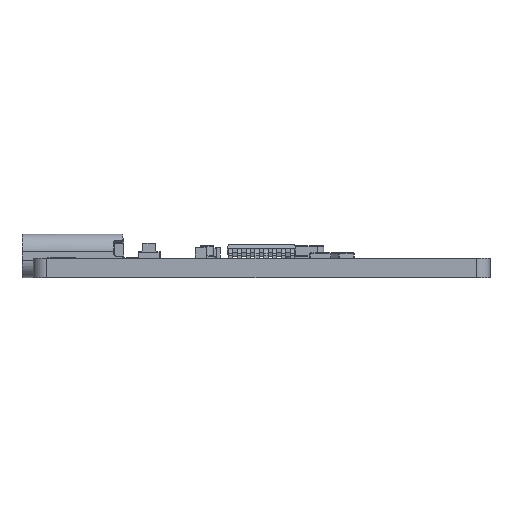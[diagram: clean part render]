
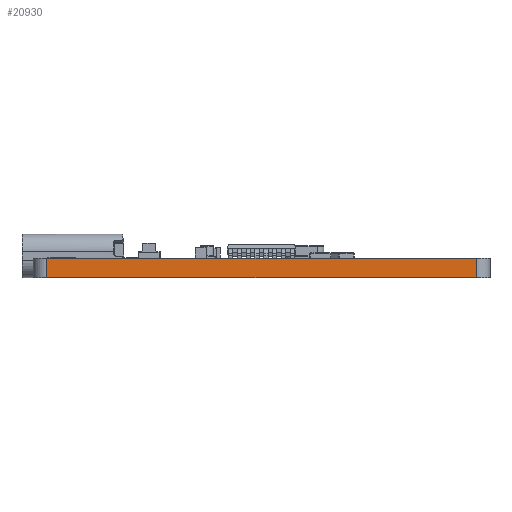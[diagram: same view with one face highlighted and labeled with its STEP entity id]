
A CAD part, front view. The second image highlights one B-rep face of the part: STEP entity #20930.
In plain terms, the highlighted planar face has unit normal (0, -1, 0).
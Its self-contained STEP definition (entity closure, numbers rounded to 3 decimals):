
#1922=FACE_OUTER_BOUND('',#3221,.T.);
#3221=EDGE_LOOP('',(#14106,#14107,#14108,#14109));
#4604=LINE('',#31537,#6881);
#4612=LINE('',#31612,#6889);
#4613=LINE('',#31615,#6890);
#4614=LINE('',#31616,#6891);
#6881=VECTOR('',#25076,10.);
#6889=VECTOR('',#25146,10.);
#6890=VECTOR('',#25149,10.);
#6891=VECTOR('',#25150,10.);
#9158=VERTEX_POINT('',#31534);
#9159=VERTEX_POINT('',#31536);
#9194=VERTEX_POINT('',#31608);
#9196=VERTEX_POINT('',#31614);
#11082=EDGE_CURVE('',#9158,#9159,#4604,.T.);
#11120=EDGE_CURVE('',#9159,#9194,#4612,.T.);
#11121=EDGE_CURVE('',#9196,#9158,#4613,.T.);
#11122=EDGE_CURVE('',#9194,#9196,#4614,.T.);
#14106=ORIENTED_EDGE('',*,*,#11120,.F.);
#14107=ORIENTED_EDGE('',*,*,#11082,.F.);
#14108=ORIENTED_EDGE('',*,*,#11121,.F.);
#14109=ORIENTED_EDGE('',*,*,#11122,.F.);
#20000=PLANE('',#22993);
#20930=ADVANCED_FACE('',(#1922),#20000,.T.);
#22993=AXIS2_PLACEMENT_3D('',#31613,#25147,#25148);
#25076=DIRECTION('',(-1.,0.,0.));
#25146=DIRECTION('',(0.,0.,1.));
#25147=DIRECTION('center_axis',(0.,-1.,0.));
#25148=DIRECTION('ref_axis',(1.,0.,0.));
#25149=DIRECTION('',(0.,0.,-1.));
#25150=DIRECTION('',(1.,0.,0.));
#31534=CARTESIAN_POINT('',(15.6,-8.9,0.));
#31536=CARTESIAN_POINT('',(-15.6,-8.9,0.));
#31537=CARTESIAN_POINT('',(16.6,-8.9,0.));
#31608=CARTESIAN_POINT('',(-15.6,-8.9,1.4));
#31612=CARTESIAN_POINT('',(-15.6,-8.9,0.));
#31613=CARTESIAN_POINT('Origin',(-16.6,-8.9,0.));
#31614=CARTESIAN_POINT('',(15.6,-8.9,1.4));
#31615=CARTESIAN_POINT('',(15.6,-8.9,0.));
#31616=CARTESIAN_POINT('',(16.6,-8.9,1.4));
